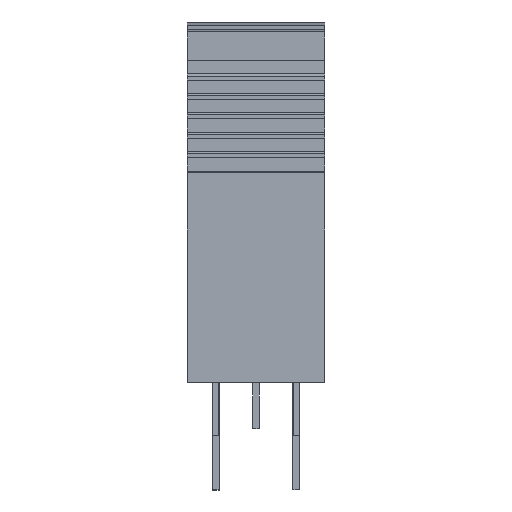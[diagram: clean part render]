
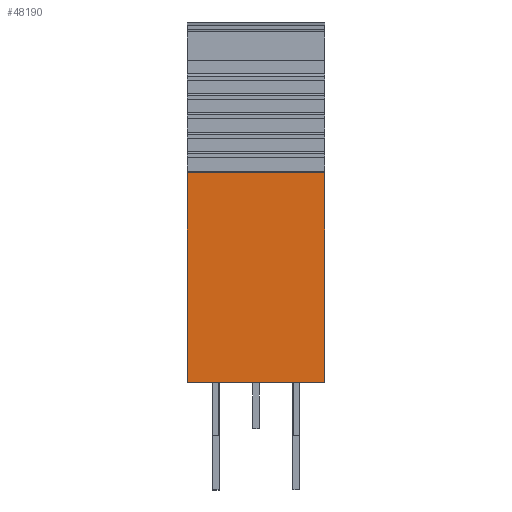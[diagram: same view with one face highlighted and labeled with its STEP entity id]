
A CAD part, front view. The second image highlights one B-rep face of the part: STEP entity #48190.
In plain terms, the highlighted face is planar.
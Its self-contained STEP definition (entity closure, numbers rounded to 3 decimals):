
#5760=CARTESIAN_POINT('',(166.676,83.573,
6.555));
#5770=VERTEX_POINT('',#5760);
#5800=CARTESIAN_POINT('',(166.676,38.06,6.555));
#5810=DIRECTION('',(0.,1.,0.));
#5820=VECTOR('',#5810,1.);
#5830=LINE('',#5800,#5820);
#5840=CARTESIAN_POINT('',(166.676,56.459,
6.555));
#5850=VERTEX_POINT('',#5840);
#5860=EDGE_CURVE('',#5850,#5770,#5830,.T.);
#8130=CARTESIAN_POINT('',(166.676,83.573,
-11.145));
#8140=VERTEX_POINT('',#8130);
#8170=CARTESIAN_POINT('',(166.676,83.573,
-4.295));
#8180=DIRECTION('',(0.,0.,-1.));
#8190=VECTOR('',#8180,1.);
#8200=LINE('',#8170,#8190);
#8210=EDGE_CURVE('',#5770,#8140,#8200,.T.);
#14120=CARTESIAN_POINT('',(166.676,56.459,
-11.145));
#14130=VERTEX_POINT('',#14120);
#14160=CARTESIAN_POINT('',(166.676,38.06,-11.145));
#14170=DIRECTION('',(0.,1.,0.));
#14180=VECTOR('',#14170,1.);
#14190=LINE('',#14160,#14180);
#14200=EDGE_CURVE('',#14130,#8140,#14190,.T.);
#21020=CARTESIAN_POINT('',(166.676,56.459,
-4.295));
#21030=DIRECTION('',(0.,0.,1.));
#21040=VECTOR('',#21030,1.);
#21050=LINE('',#21020,#21040);
#21060=EDGE_CURVE('',#14130,#5850,#21050,.T.);
#48080=CARTESIAN_POINT('',(166.676,61.984,
-2.294));
#48090=DIRECTION('',(1.,0.,0.));
#48100=DIRECTION('',(0.,0.,-1.));
#48110=AXIS2_PLACEMENT_3D('',#48080,#48090,#48100);
#48120=PLANE('',#48110);
#48130=ORIENTED_EDGE('',*,*,#5860,.F.);
#48140=ORIENTED_EDGE('',*,*,#8210,.F.);
#48150=ORIENTED_EDGE('',*,*,#14200,.T.);
#48160=ORIENTED_EDGE('',*,*,#21060,.F.);
#48170=EDGE_LOOP('',(#48160,#48150,#48140,#48130));
#48180=FACE_OUTER_BOUND('',#48170,.T.);
#48190=ADVANCED_FACE('',(#48180),#48120,.T.);
